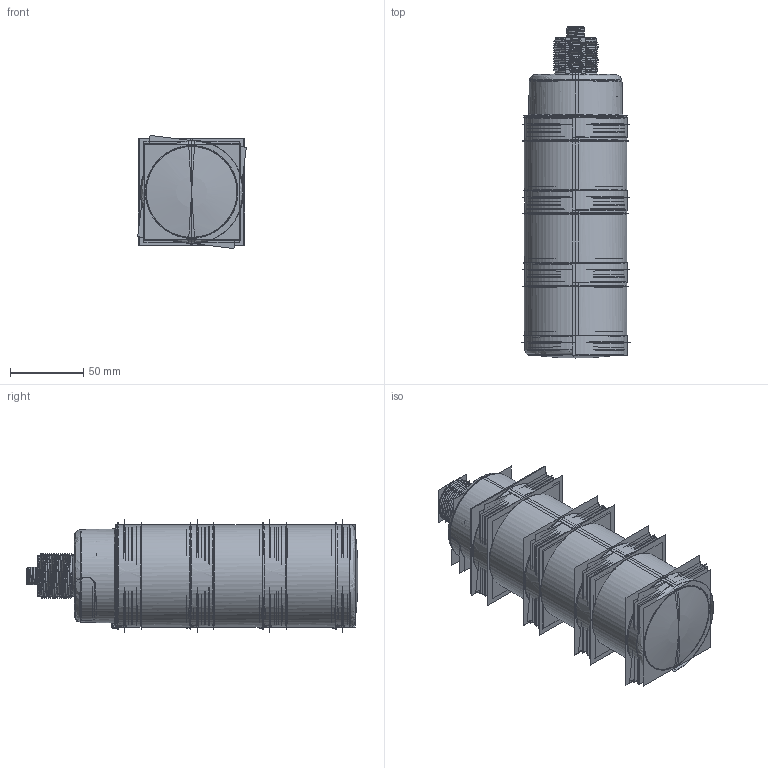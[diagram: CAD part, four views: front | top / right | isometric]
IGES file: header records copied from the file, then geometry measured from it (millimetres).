
Start section:  PTC IGES file: 216447.igs
Global section: file name: 216447.igs; native system: Creo Parametric by PTC Inc.; preprocessor: 2019292; author: PDMAdmin; organization: Unknown; date: 20200221.132457; units: millimetre
Bounding box: 74.3 x 227.08 x 77.3 mm (x, y, z)
Volume: 721955.5 mm3; surface area: 4219067.4 mm2
Topology: 19 solids, 20 shells, 5564 faces, 32392 edges, 44299 vertices
Faces by surface type: revolution 2870, bspline 2694
